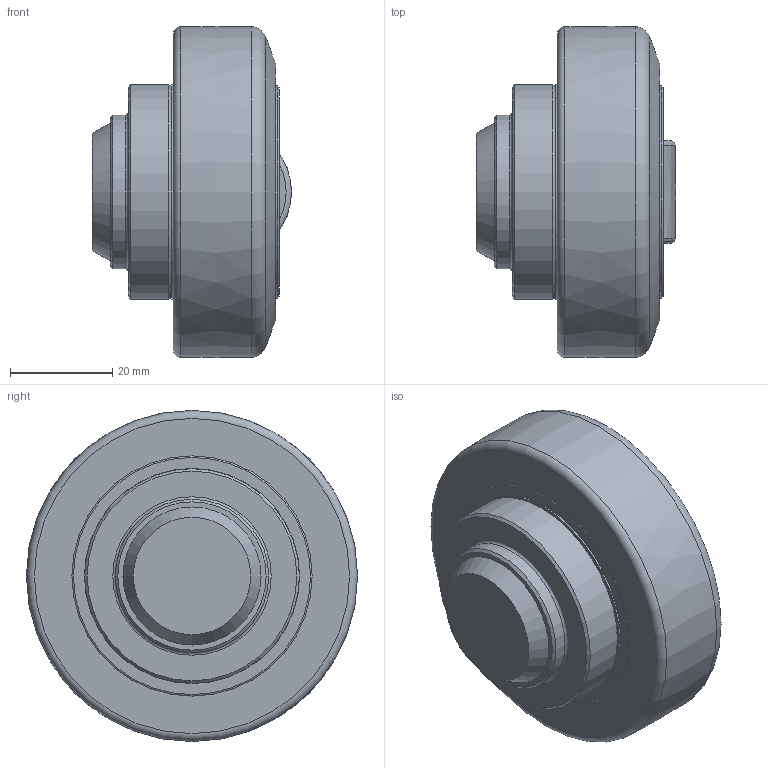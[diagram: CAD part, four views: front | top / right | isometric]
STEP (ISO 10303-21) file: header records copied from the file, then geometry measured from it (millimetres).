
FILE_DESCRIPTION(/* description */ ('-','CAx-IF Rec.Pracs.---Representation and Presentation of Product Manufacturing Information (PMI)---4.0---2014-10-13'),/* implementation_level */ '2;1');
FILE_NAME(/* name */ '44631267-e7d4-49fe-b859-51baa176db8d.stp',/* time_stamp */ '2020-04-01T16:13:47+02:00',/* author */ ('-'),/* organization */ ('NTI CADcenter A/S'),/* preprocessor_version */ 'ST-DEVELOPER v18',/* originating_system */ 'Autodesk Inventor 2020',/* authorisation */ '-');
FILE_SCHEMA (('AP242_MANAGED_MODEL_BASED_3D_ENGINEERING_MIM_LF { 1 0 10303 442 1 1 4 }'));
Length unit declared in the file: millimetre
Products named in the file (1): PT 060.0365_Kontur
Bounding box: 39 x 64.8 x 64.79 mm (x, y, z)
Volume: 76377.3 mm3; surface area: 19365.6 mm2
Topology: 1 solids, 1 shells, 269 faces, 773 edges, 523 vertices
Faces by surface type: plane 156, cylinder 86, cone 14, torus 11, bspline 2
Full cylindrical faces by diameter (mm): 3 x2, 3.4 x2, 6 x2, 13.4 x2, 15 x2, 17 x2, 30 x1, 38 x1, 41.5 x1, 42 x2, 42.1 x1, 42.971 x1, 47 x2
Entity records: 9098 total; most frequent: CARTESIAN_POINT 1706, DIRECTION 1571, ORIENTED_EDGE 1554, EDGE_CURVE 777, AXIS2_PLACEMENT_3D 550, VERTEX_POINT 523, LINE 471, VECTOR 471
